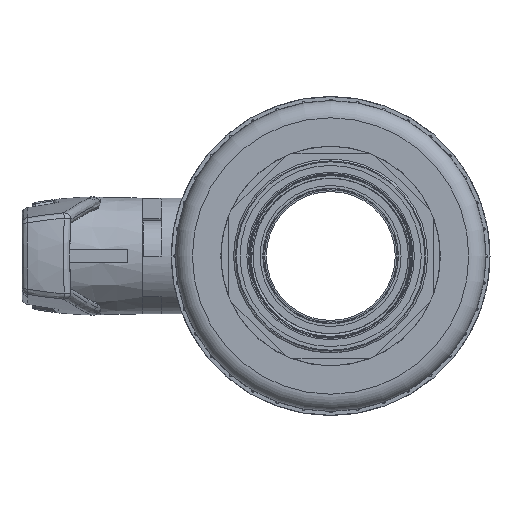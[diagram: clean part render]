
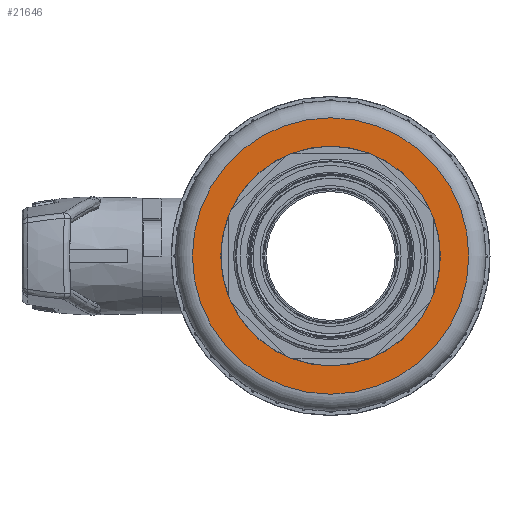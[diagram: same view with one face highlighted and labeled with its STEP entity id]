
A CAD part, left-side view. The second image highlights one B-rep face of the part: STEP entity #21646.
In plain terms, the highlighted planar face has unit normal (-1, 0, 0).
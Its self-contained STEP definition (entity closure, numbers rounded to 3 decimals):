
#589=FACE_BOUND('',#3103,.T.);
#977=PLANE('',#23532);
#1841=FACE_OUTER_BOUND('',#3102,.T.);
#3102=EDGE_LOOP('',(#17773));
#3103=EDGE_LOOP('',(#17774));
#5121=CIRCLE('',#23533,75.523);
#5122=CIRCLE('',#23534,60.);
#9765=VERTEX_POINT('',#86098);
#9766=VERTEX_POINT('',#86100);
#12629=EDGE_CURVE('',#9765,#9765,#5121,.T.);
#12630=EDGE_CURVE('',#9766,#9766,#5122,.T.);
#17773=ORIENTED_EDGE('',*,*,#12629,.T.);
#17774=ORIENTED_EDGE('',*,*,#12630,.T.);
#21646=ADVANCED_FACE('',(#1841,#589),#977,.F.);
#23532=AXIS2_PLACEMENT_3D('',#86097,#27782,#27783);
#23533=AXIS2_PLACEMENT_3D('',#86099,#27784,#27785);
#23534=AXIS2_PLACEMENT_3D('',#86101,#27786,#27787);
#27782=DIRECTION('center_axis',(1.,0.,0.));
#27783=DIRECTION('ref_axis',(0.,-1.,0.));
#27784=DIRECTION('center_axis',(-1.,0.,0.));
#27785=DIRECTION('ref_axis',(0.,1.,0.));
#27786=DIRECTION('center_axis',(1.,0.,0.));
#27787=DIRECTION('ref_axis',(0.,1.,0.));
#86097=CARTESIAN_POINT('Origin',(510.313,83.54,0.));
#86098=CARTESIAN_POINT('',(510.313,74.273,0.));
#86099=CARTESIAN_POINT('Origin',(510.313,-1.25,0.));
#86100=CARTESIAN_POINT('',(510.313,-1.25,-60.));
#86101=CARTESIAN_POINT('Origin',(510.313,-1.25,0.));
